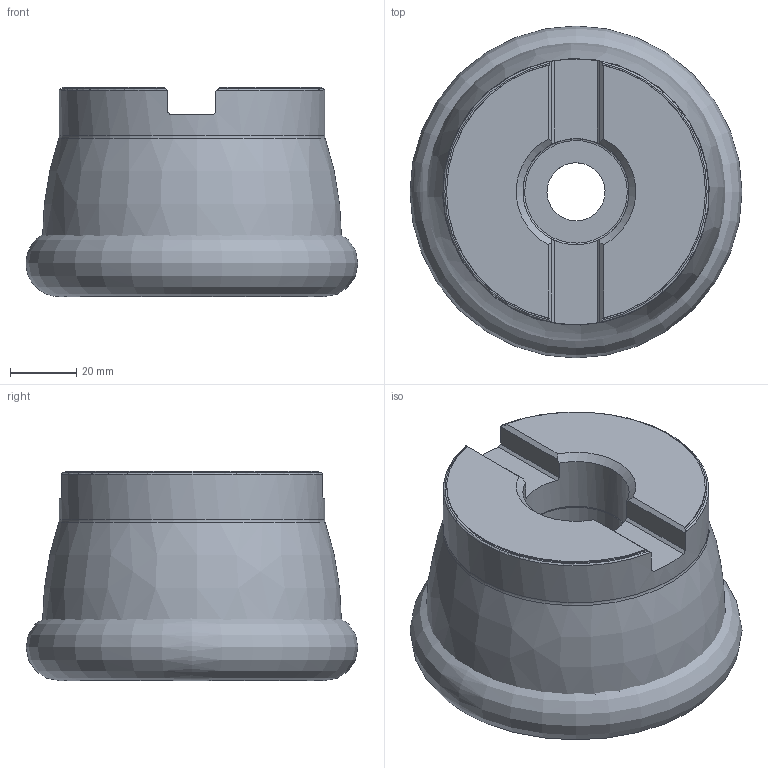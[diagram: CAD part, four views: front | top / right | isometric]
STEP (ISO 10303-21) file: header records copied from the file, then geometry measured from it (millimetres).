
FILE_DESCRIPTION(/* description */ (''),/* implementation_level */ '2;1');
FILE_NAME(/* name */ 'toolassembly_1.stp',/* time_stamp */ '2018-10-03T16:00:43+02:00',/* author */ (''),/* organization */ ('SMS'),/* preprocessor_version */ 'ST-DEVELOPER v15',/* originating_system */ 'SIEMENS PLM Software NX 8.5',/* authorisation */ '');
FILE_SCHEMA (('AUTOMOTIVE_DESIGN { 1 0 10303 214 3 1 1 1 }'));
Length unit declared in the file: millimetre
Products named in the file (4): ASSEMBLY_CONSTRUCTION; CUT_20181003160009; NOCUT_20181003160005; TOOLASSEMBLY_1
Assembly tree (3 placements, depth 2):
  TOOLASSEMBLY_1
    NOCUT_20181003160005
    CUT_20181003160009
    ASSEMBLY_CONSTRUCTION
Bounding box: 99.99 x 100 x 63 mm (x, y, z)
Volume: 375641.9 mm3; surface area: 48126.6 mm2
Topology: 2 solids, 2 shells, 47 faces, 119 edges, 86 vertices
Faces by surface type: plane 22, torus 10, cylinder 8, cone 5, bspline 2
Full cylindrical faces by diameter (mm): 17.5 x1, 27 x1, 32.013 x1, 32.5 x1, 80 x1, 90.099 x1
Entity records: 3979 total; most frequent: CARTESIAN_POINT 2724, DIRECTION 252, ORIENTED_EDGE 186, AXIS2_PLACEMENT_3D 112, EDGE_CURVE 93, VERTEX_POINT 70, EDGE_LOOP 68, ADVANCED_FACE 47
